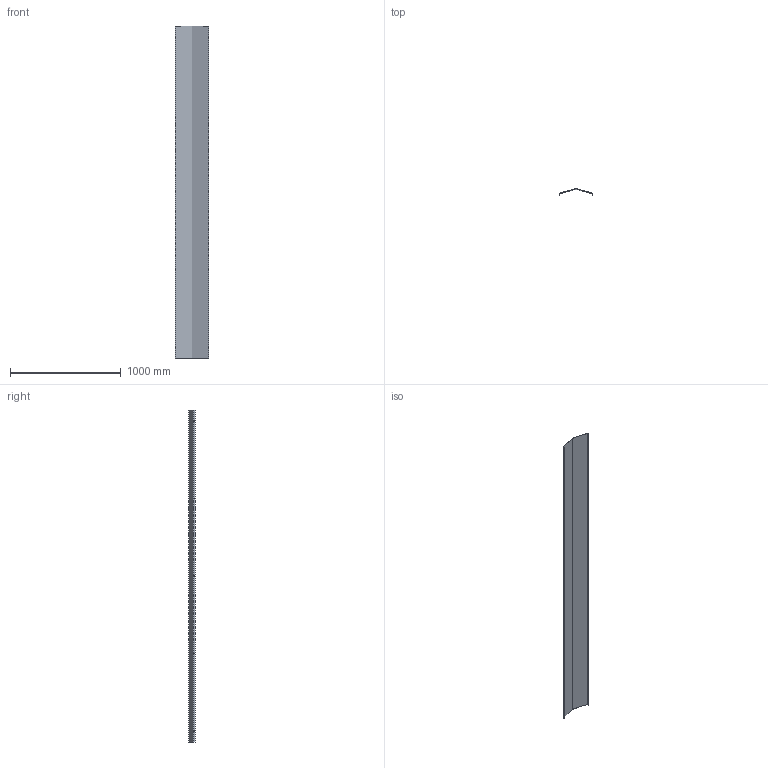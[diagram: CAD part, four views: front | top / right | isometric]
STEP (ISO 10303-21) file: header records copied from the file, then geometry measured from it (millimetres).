
FILE_DESCRIPTION (( 'STEP AP214' ), '1' );
FILE_NAME ('6227263.stp', '2017-12-07T11:24:40', ( '' ), ( '' ), 'SwSTEP 2.0', 'SolidWorks 2016', '' );
FILE_SCHEMA (( 'AUTOMOTIVE_DESIGN' ));
Length unit declared in the file: millimetre
Products named in the file (1): 6227263
Bounding box: 306 x 56 x 3000 mm (x, y, z)
Volume: 2058366.1 mm3; surface area: 2072178.7 mm2
Topology: 1 solids, 1 shells, 44 faces, 126 edges, 84 vertices
Faces by surface type: plane 24, cylinder 20
Entity records: 1524 total; most frequent: DIRECTION 256, CARTESIAN_POINT 255, ORIENTED_EDGE 252, EDGE_CURVE 126, LINE 86, VECTOR 86, AXIS2_PLACEMENT_3D 85, VERTEX_POINT 84
